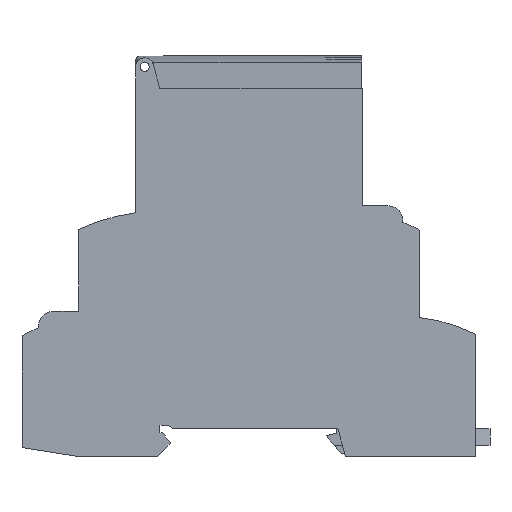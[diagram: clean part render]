
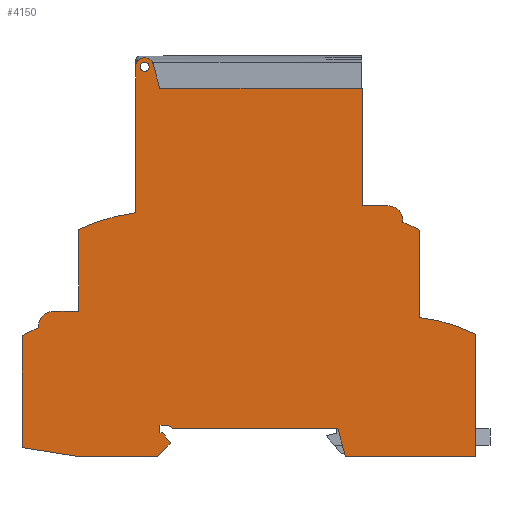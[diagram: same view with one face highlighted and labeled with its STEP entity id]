
A CAD part, left-side view. The second image highlights one B-rep face of the part: STEP entity #4150.
In plain terms, the highlighted planar face has unit normal (-1, 0, 0).
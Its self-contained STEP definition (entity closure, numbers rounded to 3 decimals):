
#40=DIRECTION('',(0.,1.,0.));
#41=VECTOR('',#40,25.88);
#42=CARTESIAN_POINT('',(0.,0.,0.));
#43=LINE('',#42,#41);
#44=DIRECTION('',(0.,0.259,0.966));
#45=VECTOR('',#44,5.694);
#46=CARTESIAN_POINT('',(0.,25.88,0.));
#47=LINE('',#46,#45);
#48=DIRECTION('',(0.,1.,0.));
#49=VECTOR('',#48,32.59);
#50=CARTESIAN_POINT('',(0.,27.354,5.5));
#51=LINE('',#50,#49);
#52=DIRECTION('',(0.,0.865,0.502));
#53=VECTOR('',#52,1.395);
#54=CARTESIAN_POINT('',(0.,59.944,5.5));
#55=LINE('',#54,#53);
#56=DIRECTION('',(0.,1.,0.));
#57=VECTOR('',#56,1.5);
#58=CARTESIAN_POINT('',(0.,61.15,6.2));
#59=LINE('',#58,#57);
#60=DIRECTION('',(0.,0.,-1.));
#61=VECTOR('',#60,1.5);
#62=CARTESIAN_POINT('',(0.,62.65,6.2));
#63=LINE('',#62,#61);
#64=DIRECTION('',(0.,-1.,0.));
#65=VECTOR('',#64,0.5);
#66=CARTESIAN_POINT('',(0.,62.65,4.7));
#67=LINE('',#66,#65);
#68=DIRECTION('',(0.,-0.616,-0.788));
#69=VECTOR('',#68,2.436);
#70=CARTESIAN_POINT('',(0.,62.15,4.7));
#71=LINE('',#70,#69);
#72=DIRECTION('',(0.,0.,-1.));
#73=VECTOR('',#72,0.3);
#74=CARTESIAN_POINT('',(0.,60.65,2.78));
#75=LINE('',#74,#73);
#76=DIRECTION('',(0.,0.707,-0.707));
#77=VECTOR('',#76,3.507);
#78=CARTESIAN_POINT('',(0.,60.65,2.48));
#79=LINE('',#78,#77);
#80=DIRECTION('',(0.,1.,0.));
#81=VECTOR('',#80,15.87);
#82=CARTESIAN_POINT('',(0.,63.13,0.));
#83=LINE('',#82,#81);
#84=DIRECTION('',(0.,0.988,0.156));
#85=VECTOR('',#84,11.137);
#86=CARTESIAN_POINT('',(0.,79.,0.));
#87=LINE('',#86,#85);
#88=DIRECTION('',(0.,0.,-1.));
#89=VECTOR('',#88,22.2);
#90=CARTESIAN_POINT('',(0.,90.,23.942));
#91=LINE('',#90,#89);
#92=CARTESIAN_POINT('',(0.,82.83,12.835));
#93=DIRECTION('',(-1.,0.,0.));
#94=DIRECTION('',(0.,0.294,0.956));
#95=AXIS2_PLACEMENT_3D('',#92,#93,#94);
#97=CARTESIAN_POINT('',(0.,83.73,25.804));
#98=DIRECTION('',(-1.,0.,0.));
#99=DIRECTION('',(0.,0.,1.));
#100=AXIS2_PLACEMENT_3D('',#97,#98,#99);
#102=DIRECTION('',(0.,1.,0.));
#103=VECTOR('',#102,4.95);
#104=CARTESIAN_POINT('',(0.,78.78,28.804));
#105=LINE('',#104,#103);
#106=DIRECTION('',(0.,0.,-1.));
#107=VECTOR('',#106,16.18);
#108=CARTESIAN_POINT('',(0.,78.78,44.984));
#109=LINE('',#108,#107);
#110=CARTESIAN_POINT('',(0.,62.399,10.497));
#111=DIRECTION('',(-1.,0.,0.));
#112=DIRECTION('',(0.,0.134,0.991));
#113=AXIS2_PLACEMENT_3D('',#110,#111,#112);
#115=DIRECTION('',(0.,0.,-1.));
#116=VECTOR('',#115,28.907);
#117=CARTESIAN_POINT('',(0.,67.5,77.241));
#118=LINE('',#117,#116);
#119=CARTESIAN_POINT('',(0.,65.7,77.241));
#120=DIRECTION('',(-1.,0.,0.));
#121=DIRECTION('',(0.,-0.966,0.259));
#122=AXIS2_PLACEMENT_3D('',#119,#120,#121);
#124=DIRECTION('',(0.,0.259,0.966));
#125=VECTOR('',#124,4.873);
#126=CARTESIAN_POINT('',(0.,62.7,73.));
#127=LINE('',#126,#125);
#128=DIRECTION('',(0.,1.,0.));
#129=VECTOR('',#128,40.2);
#130=CARTESIAN_POINT('',(0.,22.5,73.));
#131=LINE('',#130,#129);
#132=DIRECTION('',(0.,0.,1.));
#133=VECTOR('',#132,23.3);
#134=CARTESIAN_POINT('',(0.,22.5,49.7));
#135=LINE('',#134,#133);
#136=DIRECTION('',(0.,1.,0.));
#137=VECTOR('',#136,5.03);
#138=CARTESIAN_POINT('',(0.,17.47,49.7));
#139=LINE('',#138,#137);
#140=CARTESIAN_POINT('',(0.,17.47,46.7));
#141=DIRECTION('',(-1.,0.,0.));
#142=DIRECTION('',(0.,-0.994,-0.111));
#143=AXIS2_PLACEMENT_3D('',#140,#141,#142);
#145=CARTESIAN_POINT('',(0.,16.96,36.761));
#146=DIRECTION('',(-1.,0.,0.));
#147=DIRECTION('',(0.,-0.579,0.816));
#148=AXIS2_PLACEMENT_3D('',#145,#146,#147);
#150=DIRECTION('',(0.,0.,1.));
#151=VECTOR('',#150,17.32);
#152=CARTESIAN_POINT('',(0.,11.22,27.531));
#153=LINE('',#152,#151);
#154=CARTESIAN_POINT('',(0.,14.655,-4.956));
#155=DIRECTION('',(-1.,0.,0.));
#156=DIRECTION('',(0.,-0.449,0.894));
#157=AXIS2_PLACEMENT_3D('',#154,#155,#156);
#159=DIRECTION('',(0.,0.,-1.));
#160=VECTOR('',#159,24.241);
#161=CARTESIAN_POINT('',(0.,0.,24.241));
#162=LINE('',#161,#160);
#163=CARTESIAN_POINT('',(0.,65.7,77.25));
#164=DIRECTION('',(-1.,0.,0.));
#165=DIRECTION('',(0.,0.,1.));
#166=AXIS2_PLACEMENT_3D('',#163,#164,#165);
#168=CARTESIAN_POINT('',(0.,65.7,77.25));
#169=DIRECTION('',(-1.,0.,0.));
#170=DIRECTION('',(0.,0.,-1.));
#171=AXIS2_PLACEMENT_3D('',#168,#169,#170);
#3146=CARTESIAN_POINT('',(0.,0.,0.));
#3147=CARTESIAN_POINT('',(0.,25.88,0.));
#3148=VERTEX_POINT('',#3146);
#3149=VERTEX_POINT('',#3147);
#3154=CARTESIAN_POINT('',(0.,0.,24.241));
#3155=VERTEX_POINT('',#3154);
#3156=CARTESIAN_POINT('',(0.,79.,0.));
#3157=CARTESIAN_POINT('',(0.,90.,1.742));
#3158=VERTEX_POINT('',#3156);
#3159=VERTEX_POINT('',#3157);
#3160=CARTESIAN_POINT('',(0.,63.13,0.));
#3161=VERTEX_POINT('',#3160);
#3162=CARTESIAN_POINT('',(0.,60.65,2.48));
#3163=VERTEX_POINT('',#3162);
#3164=CARTESIAN_POINT('',(0.,60.65,2.78));
#3165=VERTEX_POINT('',#3164);
#3166=CARTESIAN_POINT('',(0.,62.15,4.7));
#3167=VERTEX_POINT('',#3166);
#3168=CARTESIAN_POINT('',(0.,62.65,4.7));
#3169=VERTEX_POINT('',#3168);
#3170=CARTESIAN_POINT('',(0.,62.65,6.2));
#3171=VERTEX_POINT('',#3170);
#3172=CARTESIAN_POINT('',(0.,61.15,6.2));
#3173=VERTEX_POINT('',#3172);
#3174=CARTESIAN_POINT('',(0.,59.944,5.5));
#3175=VERTEX_POINT('',#3174);
#3176=CARTESIAN_POINT('',(0.,27.354,5.5));
#3177=VERTEX_POINT('',#3176);
#3202=CARTESIAN_POINT('',(0.,65.7,78.15));
#3203=CARTESIAN_POINT('',(0.,65.7,76.35));
#3204=VERTEX_POINT('',#3202);
#3205=VERTEX_POINT('',#3203);
#3326=CARTESIAN_POINT('',(0.,11.22,27.531));
#3327=CARTESIAN_POINT('',(0.,11.22,44.851));
#3328=VERTEX_POINT('',#3326);
#3329=VERTEX_POINT('',#3327);
#3330=CARTESIAN_POINT('',(0.,14.488,46.368));
#3331=VERTEX_POINT('',#3330);
#3332=CARTESIAN_POINT('',(0.,17.47,49.7));
#3333=VERTEX_POINT('',#3332);
#3334=CARTESIAN_POINT('',(0.,22.5,49.7));
#3335=VERTEX_POINT('',#3334);
#3336=CARTESIAN_POINT('',(0.,22.5,73.));
#3337=VERTEX_POINT('',#3336);
#3338=CARTESIAN_POINT('',(0.,62.7,73.));
#3339=VERTEX_POINT('',#3338);
#3340=CARTESIAN_POINT('',(0.,63.961,77.707));
#3341=VERTEX_POINT('',#3340);
#3342=CARTESIAN_POINT('',(0.,67.5,77.241));
#3343=VERTEX_POINT('',#3342);
#3344=CARTESIAN_POINT('',(0.,67.5,48.335));
#3345=VERTEX_POINT('',#3344);
#3346=CARTESIAN_POINT('',(0.,78.78,44.984));
#3347=CARTESIAN_POINT('',(0.,78.78,28.804));
#3348=VERTEX_POINT('',#3346);
#3349=VERTEX_POINT('',#3347);
#3350=CARTESIAN_POINT('',(0.,83.73,28.804));
#3351=VERTEX_POINT('',#3350);
#3352=CARTESIAN_POINT('',(0.,86.712,25.473));
#3353=VERTEX_POINT('',#3352);
#3354=CARTESIAN_POINT('',(0.,90.,23.942));
#3355=VERTEX_POINT('',#3354);
#4079=CARTESIAN_POINT('',(0.,0.,0.));
#4080=DIRECTION('',(-1.,0.,0.));
#4081=DIRECTION('',(0.,0.,1.));
#4082=AXIS2_PLACEMENT_3D('',#4079,#4080,#4081);
#4083=PLANE('',#4082);
#4085=ORIENTED_EDGE('',*,*,#4084,.T.);
#4087=ORIENTED_EDGE('',*,*,#4086,.T.);
#4089=ORIENTED_EDGE('',*,*,#4088,.T.);
#4091=ORIENTED_EDGE('',*,*,#4090,.T.);
#4093=ORIENTED_EDGE('',*,*,#4092,.T.);
#4095=ORIENTED_EDGE('',*,*,#4094,.T.);
#4097=ORIENTED_EDGE('',*,*,#4096,.T.);
#4099=ORIENTED_EDGE('',*,*,#4098,.T.);
#4101=ORIENTED_EDGE('',*,*,#4100,.T.);
#4103=ORIENTED_EDGE('',*,*,#4102,.T.);
#4105=ORIENTED_EDGE('',*,*,#4104,.T.);
#4107=ORIENTED_EDGE('',*,*,#4106,.T.);
#4109=ORIENTED_EDGE('',*,*,#4108,.F.);
#4111=ORIENTED_EDGE('',*,*,#4110,.F.);
#4113=ORIENTED_EDGE('',*,*,#4112,.F.);
#4115=ORIENTED_EDGE('',*,*,#4114,.F.);
#4117=ORIENTED_EDGE('',*,*,#4116,.F.);
#4119=ORIENTED_EDGE('',*,*,#4118,.F.);
#4121=ORIENTED_EDGE('',*,*,#4120,.F.);
#4123=ORIENTED_EDGE('',*,*,#4122,.F.);
#4125=ORIENTED_EDGE('',*,*,#4124,.F.);
#4127=ORIENTED_EDGE('',*,*,#4126,.F.);
#4129=ORIENTED_EDGE('',*,*,#4128,.F.);
#4131=ORIENTED_EDGE('',*,*,#4130,.F.);
#4133=ORIENTED_EDGE('',*,*,#4132,.F.);
#4135=ORIENTED_EDGE('',*,*,#4134,.F.);
#4137=ORIENTED_EDGE('',*,*,#4136,.F.);
#4139=ORIENTED_EDGE('',*,*,#4138,.F.);
#4141=ORIENTED_EDGE('',*,*,#4140,.T.);
#4142=EDGE_LOOP('',(#4085,#4087,#4089,#4091,#4093,#4095,#4097,#4099,#4101,#4103,
#4105,#4107,#4109,#4111,#4113,#4115,#4117,#4119,#4121,#4123,#4125,#4127,#4129,
#4131,#4133,#4135,#4137,#4139,#4141));
#4143=FACE_OUTER_BOUND('',#4142,.F.);
#4145=ORIENTED_EDGE('',*,*,#4144,.T.);
#4147=ORIENTED_EDGE('',*,*,#4146,.T.);
#4148=EDGE_LOOP('',(#4145,#4147));
#4149=FACE_BOUND('',#4148,.F.);
#96=CIRCLE('',#95,13.22);
#101=CIRCLE('',#100,3.);
#114=CIRCLE('',#113,38.18);
#123=CIRCLE('',#122,1.8);
#144=CIRCLE('',#143,3.);
#149=CIRCLE('',#148,9.92);
#158=CIRCLE('',#157,32.668);
#167=CIRCLE('',#166,0.9);
#172=CIRCLE('',#171,0.9);
#4084=EDGE_CURVE('',#3148,#3149,#43,.T.);
#4086=EDGE_CURVE('',#3149,#3177,#47,.T.);
#4088=EDGE_CURVE('',#3177,#3175,#51,.T.);
#4090=EDGE_CURVE('',#3175,#3173,#55,.T.);
#4092=EDGE_CURVE('',#3173,#3171,#59,.T.);
#4094=EDGE_CURVE('',#3171,#3169,#63,.T.);
#4096=EDGE_CURVE('',#3169,#3167,#67,.T.);
#4098=EDGE_CURVE('',#3167,#3165,#71,.T.);
#4100=EDGE_CURVE('',#3165,#3163,#75,.T.);
#4102=EDGE_CURVE('',#3163,#3161,#79,.T.);
#4104=EDGE_CURVE('',#3161,#3158,#83,.T.);
#4106=EDGE_CURVE('',#3158,#3159,#87,.T.);
#4108=EDGE_CURVE('',#3355,#3159,#91,.T.);
#4110=EDGE_CURVE('',#3353,#3355,#96,.T.);
#4112=EDGE_CURVE('',#3351,#3353,#101,.T.);
#4114=EDGE_CURVE('',#3349,#3351,#105,.T.);
#4116=EDGE_CURVE('',#3348,#3349,#109,.T.);
#4118=EDGE_CURVE('',#3345,#3348,#114,.T.);
#4120=EDGE_CURVE('',#3343,#3345,#118,.T.);
#4122=EDGE_CURVE('',#3341,#3343,#123,.T.);
#4124=EDGE_CURVE('',#3339,#3341,#127,.T.);
#4126=EDGE_CURVE('',#3337,#3339,#131,.T.);
#4128=EDGE_CURVE('',#3335,#3337,#135,.T.);
#4130=EDGE_CURVE('',#3333,#3335,#139,.T.);
#4132=EDGE_CURVE('',#3331,#3333,#144,.T.);
#4134=EDGE_CURVE('',#3329,#3331,#149,.T.);
#4136=EDGE_CURVE('',#3328,#3329,#153,.T.);
#4138=EDGE_CURVE('',#3155,#3328,#158,.T.);
#4140=EDGE_CURVE('',#3155,#3148,#162,.T.);
#4144=EDGE_CURVE('',#3204,#3205,#167,.T.);
#4146=EDGE_CURVE('',#3205,#3204,#172,.T.);
#4150=ADVANCED_FACE('',(#4143,#4149),#4083,.T.);
